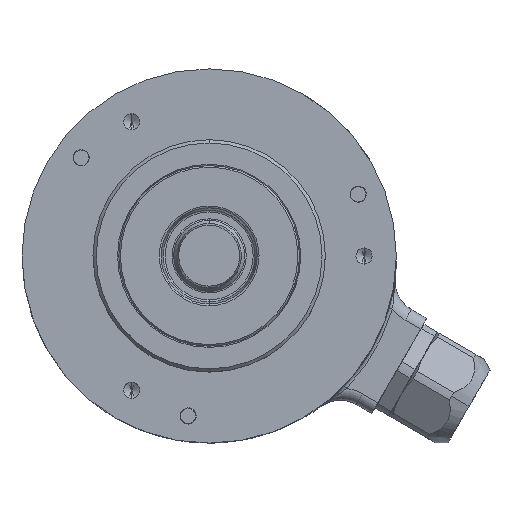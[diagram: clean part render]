
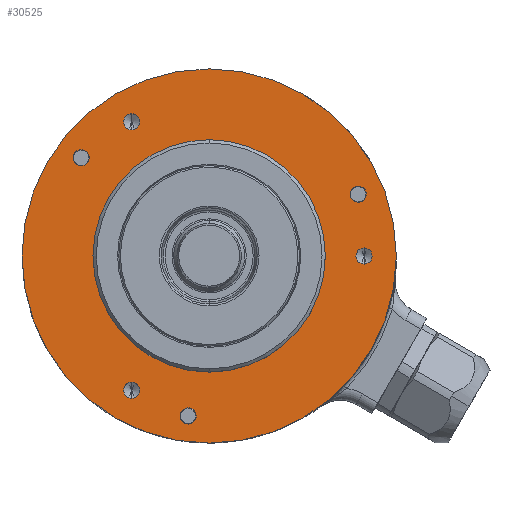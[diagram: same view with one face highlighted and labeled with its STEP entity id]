
A CAD part, top view. The second image highlights one B-rep face of the part: STEP entity #30525.
In plain terms, the highlighted planar face has unit normal (0, 0, 1).
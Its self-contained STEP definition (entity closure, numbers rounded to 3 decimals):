
#4342=CARTESIAN_POINT('',(0.,0.,17.));
#4343=DIRECTION('',(0.,0.,1.));
#4344=DIRECTION('',(1.,0.,0.));
#4345=AXIS2_PLACEMENT_3D('',#4342,#4343,#4344);
#4347=CARTESIAN_POINT('',(0.,0.,17.));
#4348=DIRECTION('',(0.,0.,1.));
#4349=DIRECTION('',(-1.,0.,0.));
#4350=AXIS2_PLACEMENT_3D('',#4347,#4348,#4349);
#4352=CARTESIAN_POINT('',(-19.834,15.219,17.));
#4353=DIRECTION('',(0.,0.,-1.));
#4354=DIRECTION('',(-0.793,0.609,0.));
#4355=AXIS2_PLACEMENT_3D('',#4352,#4353,#4354);
#4357=CARTESIAN_POINT('',(-19.834,15.219,17.));
#4358=DIRECTION('',(0.,0.,-1.));
#4359=DIRECTION('',(0.793,-0.609,0.));
#4360=AXIS2_PLACEMENT_3D('',#4357,#4358,#4359);
#4362=CARTESIAN_POINT('',(-3.263,-24.786,17.));
#4363=DIRECTION('',(0.,0.,-1.));
#4364=DIRECTION('',(-0.131,-0.991,0.));
#4365=AXIS2_PLACEMENT_3D('',#4362,#4363,#4364);
#4367=CARTESIAN_POINT('',(-3.263,-24.786,17.));
#4368=DIRECTION('',(0.,0.,-1.));
#4369=DIRECTION('',(0.131,0.991,0.));
#4370=AXIS2_PLACEMENT_3D('',#4367,#4368,#4369);
#4372=CARTESIAN_POINT('',(23.097,9.567,17.));
#4373=DIRECTION('',(0.,0.,-1.));
#4374=DIRECTION('',(0.924,0.383,0.));
#4375=AXIS2_PLACEMENT_3D('',#4372,#4373,#4374);
#4377=CARTESIAN_POINT('',(23.097,9.567,17.));
#4378=DIRECTION('',(0.,0.,-1.));
#4379=DIRECTION('',(-0.924,-0.383,0.));
#4380=AXIS2_PLACEMENT_3D('',#4377,#4378,#4379);
#4382=CARTESIAN_POINT('',(-12.,-20.785,17.));
#4383=DIRECTION('',(0.,0.,1.));
#4384=DIRECTION('',(0.,-1.,0.));
#4385=AXIS2_PLACEMENT_3D('',#4382,#4383,#4384);
#4387=CARTESIAN_POINT('',(-12.,-20.785,17.));
#4388=DIRECTION('',(0.,0.,1.));
#4389=DIRECTION('',(0.,1.,0.));
#4390=AXIS2_PLACEMENT_3D('',#4387,#4388,#4389);
#4392=CARTESIAN_POINT('',(-12.,20.785,17.));
#4393=DIRECTION('',(0.,0.,1.));
#4394=DIRECTION('',(0.,-1.,0.));
#4395=AXIS2_PLACEMENT_3D('',#4392,#4393,#4394);
#4397=CARTESIAN_POINT('',(-12.,20.785,17.));
#4398=DIRECTION('',(0.,0.,1.));
#4399=DIRECTION('',(0.,1.,0.));
#4400=AXIS2_PLACEMENT_3D('',#4397,#4398,#4399);
#4402=CARTESIAN_POINT('',(24.,0.,17.));
#4403=DIRECTION('',(0.,0.,1.));
#4404=DIRECTION('',(0.,-1.,0.));
#4405=AXIS2_PLACEMENT_3D('',#4402,#4403,#4404);
#4407=CARTESIAN_POINT('',(24.,0.,17.));
#4408=DIRECTION('',(0.,0.,1.));
#4409=DIRECTION('',(0.,1.,0.));
#4410=AXIS2_PLACEMENT_3D('',#4407,#4408,#4409);
#4416=CARTESIAN_POINT('',(0.,0.,17.));
#4417=DIRECTION('',(0.,0.,1.));
#4418=DIRECTION('',(0.,1.,0.));
#4419=AXIS2_PLACEMENT_3D('',#4416,#4417,#4418);
#4453=CARTESIAN_POINT('',(0.,0.,17.));
#4454=DIRECTION('',(0.,0.,-1.));
#4455=DIRECTION('',(0.,1.,0.));
#4456=AXIS2_PLACEMENT_3D('',#4453,#4454,#4455);
#21990=CARTESIAN_POINT('',(0.,18.,17.));
#21991=CARTESIAN_POINT('',(0.,-18.,17.));
#21992=VERTEX_POINT('',#21990);
#21993=VERTEX_POINT('',#21991);
#21994=CARTESIAN_POINT('',(29.,0.,17.));
#21995=CARTESIAN_POINT('',(-29.,0.,17.));
#21996=VERTEX_POINT('',#21994);
#21997=VERTEX_POINT('',#21995);
#21998=CARTESIAN_POINT('',(-20.826,15.98,17.));
#21999=CARTESIAN_POINT('',(-18.842,14.458,17.));
#22000=VERTEX_POINT('',#21998);
#22001=VERTEX_POINT('',#21999);
#22002=CARTESIAN_POINT('',(-3.426,-26.025,17.));
#22003=CARTESIAN_POINT('',(-3.1,-23.547,17.));
#22004=VERTEX_POINT('',#22002);
#22005=VERTEX_POINT('',#22003);
#22006=CARTESIAN_POINT('',(24.252,10.045,17.));
#22007=CARTESIAN_POINT('',(21.942,9.089,17.));
#22008=VERTEX_POINT('',#22006);
#22009=VERTEX_POINT('',#22007);
#22016=CARTESIAN_POINT('',(-12.,-22.035,17.));
#22017=CARTESIAN_POINT('',(-12.,-19.535,17.));
#22018=VERTEX_POINT('',#22016);
#22019=VERTEX_POINT('',#22017);
#22026=CARTESIAN_POINT('',(-12.,19.535,17.));
#22027=CARTESIAN_POINT('',(-12.,22.035,17.));
#22028=VERTEX_POINT('',#22026);
#22029=VERTEX_POINT('',#22027);
#22036=CARTESIAN_POINT('',(24.,-1.25,17.));
#22037=CARTESIAN_POINT('',(24.,1.25,17.));
#22038=VERTEX_POINT('',#22036);
#22039=VERTEX_POINT('',#22037);
#30474=CARTESIAN_POINT('',(0.,0.,17.));
#30475=DIRECTION('',(0.,0.,-1.));
#30476=DIRECTION('',(0.,1.,0.));
#30477=AXIS2_PLACEMENT_3D('',#30474,#30475,#30476);
#30478=PLANE('',#30477);
#30479=ORIENTED_EDGE('',*,*,#30451,.F.);
#30480=ORIENTED_EDGE('',*,*,#30465,.F.);
#30481=EDGE_LOOP('',(#30479,#30480));
#30482=FACE_OUTER_BOUND('',#30481,.F.);
#30484=ORIENTED_EDGE('',*,*,#30483,.T.);
#30486=ORIENTED_EDGE('',*,*,#30485,.F.);
#30487=EDGE_LOOP('',(#30484,#30486));
#30488=FACE_BOUND('',#30487,.F.);
#30490=ORIENTED_EDGE('',*,*,#30489,.F.);
#30492=ORIENTED_EDGE('',*,*,#30491,.F.);
#30493=EDGE_LOOP('',(#30490,#30492));
#30494=FACE_BOUND('',#30493,.F.);
#30496=ORIENTED_EDGE('',*,*,#30495,.F.);
#30498=ORIENTED_EDGE('',*,*,#30497,.F.);
#30499=EDGE_LOOP('',(#30496,#30498));
#30500=FACE_BOUND('',#30499,.F.);
#30502=ORIENTED_EDGE('',*,*,#30501,.F.);
#30504=ORIENTED_EDGE('',*,*,#30503,.F.);
#30505=EDGE_LOOP('',(#30502,#30504));
#30506=FACE_BOUND('',#30505,.F.);
#30508=ORIENTED_EDGE('',*,*,#30507,.T.);
#30510=ORIENTED_EDGE('',*,*,#30509,.T.);
#30511=EDGE_LOOP('',(#30508,#30510));
#30512=FACE_BOUND('',#30511,.F.);
#30514=ORIENTED_EDGE('',*,*,#30513,.T.);
#30516=ORIENTED_EDGE('',*,*,#30515,.T.);
#30517=EDGE_LOOP('',(#30514,#30516));
#30518=FACE_BOUND('',#30517,.F.);
#30520=ORIENTED_EDGE('',*,*,#30519,.T.);
#30522=ORIENTED_EDGE('',*,*,#30521,.T.);
#30523=EDGE_LOOP('',(#30520,#30522));
#30524=FACE_BOUND('',#30523,.F.);
#4346=CIRCLE('',#4345,29.);
#4351=CIRCLE('',#4350,29.);
#4356=CIRCLE('',#4355,1.25);
#4361=CIRCLE('',#4360,1.25);
#4366=CIRCLE('',#4365,1.25);
#4371=CIRCLE('',#4370,1.25);
#4376=CIRCLE('',#4375,1.25);
#4381=CIRCLE('',#4380,1.25);
#4386=CIRCLE('',#4385,1.25);
#4391=CIRCLE('',#4390,1.25);
#4396=CIRCLE('',#4395,1.25);
#4401=CIRCLE('',#4400,1.25);
#4406=CIRCLE('',#4405,1.25);
#4411=CIRCLE('',#4410,1.25);
#4420=CIRCLE('',#4419,18.);
#4457=CIRCLE('',#4456,18.);
#30451=EDGE_CURVE('',#21996,#21997,#4346,.T.);
#30465=EDGE_CURVE('',#21997,#21996,#4351,.T.);
#30483=EDGE_CURVE('',#21992,#21993,#4420,.T.);
#30485=EDGE_CURVE('',#21992,#21993,#4457,.T.);
#30489=EDGE_CURVE('',#22000,#22001,#4356,.T.);
#30491=EDGE_CURVE('',#22001,#22000,#4361,.T.);
#30495=EDGE_CURVE('',#22004,#22005,#4366,.T.);
#30497=EDGE_CURVE('',#22005,#22004,#4371,.T.);
#30501=EDGE_CURVE('',#22008,#22009,#4376,.T.);
#30503=EDGE_CURVE('',#22009,#22008,#4381,.T.);
#30507=EDGE_CURVE('',#22018,#22019,#4386,.T.);
#30509=EDGE_CURVE('',#22019,#22018,#4391,.T.);
#30513=EDGE_CURVE('',#22028,#22029,#4396,.T.);
#30515=EDGE_CURVE('',#22029,#22028,#4401,.T.);
#30519=EDGE_CURVE('',#22038,#22039,#4406,.T.);
#30521=EDGE_CURVE('',#22039,#22038,#4411,.T.);
#30525=ADVANCED_FACE('',(#30482,#30488,#30494,#30500,#30506,#30512,#30518,
#30524),#30478,.F.);
